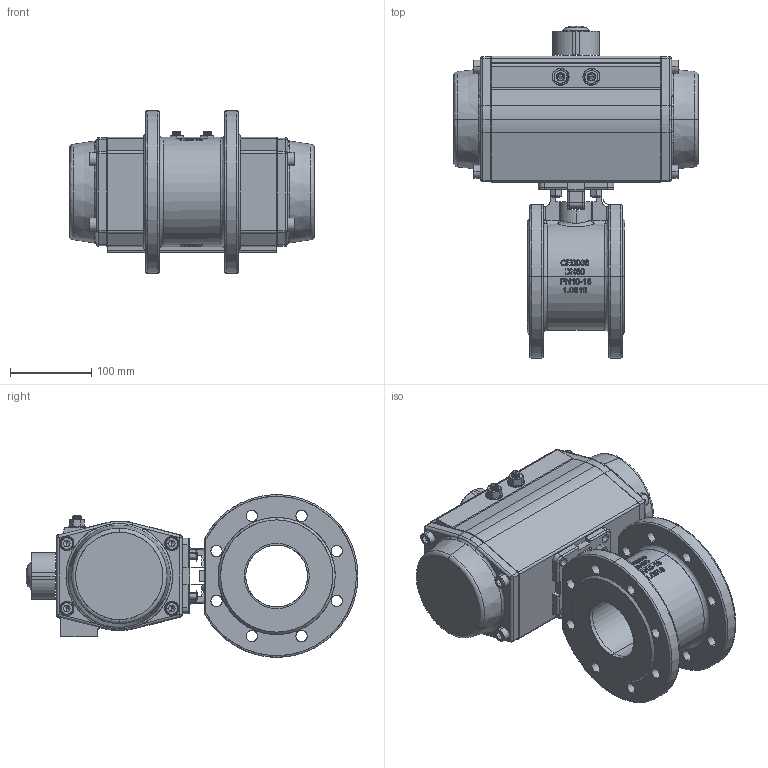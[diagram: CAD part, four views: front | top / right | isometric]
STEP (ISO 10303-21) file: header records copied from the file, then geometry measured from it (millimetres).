
FILE_DESCRIPTION (( 'STEP AP214' ), '1' );
FILE_NAME ('PK06_DN80 (PK06010010).STEP', '2022-05-03T07:49:58', ( '' ), ( '' ), 'SwSTEP 2.0', 'SolidWorks 2021', '' );
FILE_SCHEMA (( 'AUTOMOTIVE_DESIGN' ));
Length unit declared in the file: metre
Products named in the file (1): PK06_DN80 (PK06010010)
Bounding box: 301 x 408.19 x 200 mm (x, y, z)
Surface area: 498171.7 mm2 (no closed solid volume)
Topology: 0 solids, 689 shells, 849 faces, 4332 edges, 4084 vertices
Faces by surface type: cylinder 306, plane 242, bspline 204, cone 79, torus 14, sphere 4
Entity records: 102331 total; most frequent: CARTESIAN_POINT 62943, DIRECTION 5136, ORIENTED_EDGE 4591, EDGE_CURVE 4292, VERTEX_POINT 4084, AXIS2_PLACEMENT_3D 1831, B_SPLINE_CURVE_WITH_KNOTS 1633, LINE 1474
